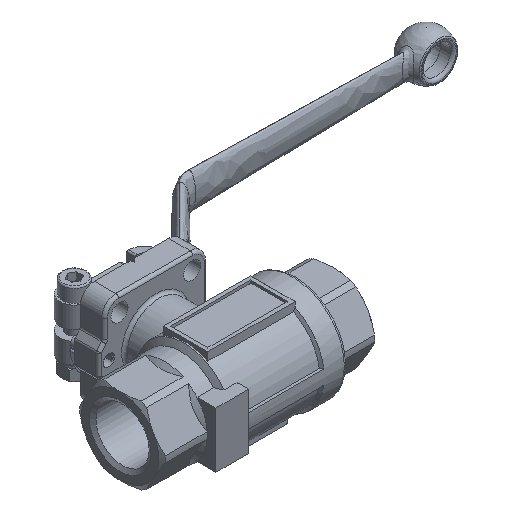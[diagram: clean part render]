
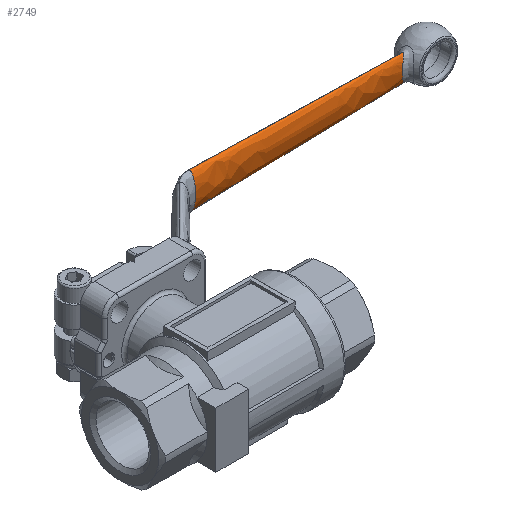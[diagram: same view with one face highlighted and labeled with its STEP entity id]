
A CAD part, isometric view. The second image highlights one B-rep face of the part: STEP entity #2749.
In plain terms, the highlighted free-form (B-spline) face has degree [3, 3] with [9, 4] control points.
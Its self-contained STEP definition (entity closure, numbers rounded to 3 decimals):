
#12 = CARTESIAN_POINT ( 'NONE',  ( 122.984, 61.328, 3.49 ) ) ;
#64 = B_SPLINE_CURVE_WITH_KNOTS ( 'NONE', 3,
 ( #17869, #5571, #16821, #8435, #4637, #15541, #17177, #17273, #12863 ),
 .UNSPECIFIED., .F., .F.,
 ( 4, 1, 1, 1, 1, 1, 4 ),
 ( 0., 0.043, 0.194, 0.307, 0.496, 0.799, 1. ),
 .UNSPECIFIED. ) ;
#69 = CARTESIAN_POINT ( 'NONE',  ( 49.107, 62.289, -6.184 ) ) ;
#97 = CARTESIAN_POINT ( 'NONE',  ( 122.502, 60.972, -2.168 ) ) ;
#311 = CARTESIAN_POINT ( 'NONE',  ( 124.098, 62.289, -4.48 ) ) ;
#442 = CARTESIAN_POINT ( 'NONE',  ( 49.107, 62.189, 6.301 ) ) ;
#545 = CARTESIAN_POINT ( 'NONE',  ( 124.107, 62.509, 4.43 ) ) ;
#591 = ORIENTED_EDGE ( 'NONE', *, *, #14006, .F. ) ;
#1287 = CARTESIAN_POINT ( 'NONE',  ( 49.107, 61.838, -6.076 ) ) ;
#1386 = CARTESIAN_POINT ( 'NONE',  ( 74.107, 61.441, -5.231 ) ) ;
#1502 = CARTESIAN_POINT ( 'NONE',  ( 122.241, 60.791, 0.879 ) ) ;
#2030 = CARTESIAN_POINT ( 'NONE',  ( 49.107, 62.604, 6.116 ) ) ;
#2239 = CARTESIAN_POINT ( 'NONE',  ( 124.098, 62.289, -4.48 ) ) ;
#2600 = CARTESIAN_POINT ( 'NONE',  ( 49.107, 60.453, -3.688 ) ) ;
#2715 = EDGE_CURVE ( 'NONE', #15010, #14262, #7070, .T. ) ;
#2749 = ADVANCED_FACE ( 'NONE', ( #4070 ), #14264, .T. ) ;
#2761 = CARTESIAN_POINT ( 'NONE',  ( 99.107, 62.289, -5.048 ) ) ;
#2864 = CARTESIAN_POINT ( 'NONE',  ( 124.107, 61.632, -4.173 ) ) ;
#2952 = CARTESIAN_POINT ( 'NONE',  ( 124.107, 60.784, -0.672 ) ) ;
#3893 = CARTESIAN_POINT ( 'NONE',  ( 99.101, 62.289, -5.048 ) ) ;
#4070 = FACE_OUTER_BOUND ( 'NONE', #15513, .T. ) ;
#4237 = CARTESIAN_POINT ( 'NONE',  ( 74.107, 60.345, -0.841 ) ) ;
#4335 = CARTESIAN_POINT ( 'NONE',  ( 49.107, 61.974, -6.184 ) ) ;
#4347 = CARTESIAN_POINT ( 'NONE',  ( 49.107, 62.604, 6.117 ) ) ;
#4575 = B_SPLINE_CURVE_WITH_KNOTS ( 'NONE', 3,
 ( #6032, #5757, #15453, #12878, #11491, #11669, #12, #9822, #1502, #12772, #97, #14354, #11393, #13428, #7883, #16011, #17657 ),
 .UNSPECIFIED., .F., .F.,
 ( 4, 1, 1, 1, 1, 1, 1, 1, 1, 1, 1, 1, 1, 1, 4 ),
 ( 0.464, 0.476, 0.524, 0.571, 0.595, 0.619, 0.667, 0.714, 0.786, 0.821, 0.857, 0.893, 0.929, 0.964, 1. ),
 .UNSPECIFIED. ) ;
#4615 = CARTESIAN_POINT ( 'NONE',  ( 49.107, 60.265, 2.789 ) ) ;
#4637 = CARTESIAN_POINT ( 'NONE',  ( 49.107, 60.185, -1.674 ) ) ;
#5099 = CARTESIAN_POINT ( 'NONE',  ( 74.104, 62.289, -5.616 ) ) ;
#5571 = CARTESIAN_POINT ( 'NONE',  ( 49.107, 61.538, -5.784 ) ) ;
#5639 = CARTESIAN_POINT ( 'NONE',  ( 74.107, 60.639, -3.349 ) ) ;
#5724 = CARTESIAN_POINT ( 'NONE',  ( 49.107, 61.623, -5.867 ) ) ;
#5757 = CARTESIAN_POINT ( 'NONE',  ( 123.996, 62.482, 4.443 ) ) ;
#5935 = CARTESIAN_POINT ( 'NONE',  ( 123.967, 62.509, 4.433 ) ) ;
#6008 = ORIENTED_EDGE ( 'NONE', *, *, #11856, .F. ) ;
#6032 = CARTESIAN_POINT ( 'NONE',  ( 123.967, 62.509, 4.433 ) ) ;
#6193 = CARTESIAN_POINT ( 'NONE',  ( 99.107, 62.54, 4.992 ) ) ;
#6776 = CARTESIAN_POINT ( 'NONE',  ( 49.107, 62.289, -6.184 ) ) ;
#6847 = CARTESIAN_POINT ( 'NONE',  ( 124.107, 60.88, 2.02 ) ) ;
#7070 = B_SPLINE_CURVE_WITH_KNOTS ( 'NONE', 3,
 ( #16725, #12842, #1287, #5724 ),
 .UNSPECIFIED., .F., .F.,
 ( 4, 4 ),
 ( 0., 1. ),
 .UNSPECIFIED. ) ;
#7211 = CARTESIAN_POINT ( 'NONE',  ( 99.014, 62.541, 4.994 ) ) ;
#7373 = EDGE_CURVE ( 'NONE', #14452, #15010, #8027, .T. ) ;
#7478 = CARTESIAN_POINT ( 'NONE',  ( 124.107, 62.219, 4.564 ) ) ;
#7855 = B_SPLINE_CURVE_WITH_KNOTS ( 'NONE', 3,
 ( #5935, #7211, #14434, #4347 ),
 .UNSPECIFIED., .F., .F.,
 ( 4, 4 ),
 ( 0.097, 1. ),
 .UNSPECIFIED. ) ;
#7883 = CARTESIAN_POINT ( 'NONE',  ( 124.001, 62.078, -4.452 ) ) ;
#7974 = CARTESIAN_POINT ( 'NONE',  ( 49.107, 62.604, 6.117 ) ) ;
#8027 = B_SPLINE_CURVE_WITH_KNOTS ( 'NONE', 3,
 ( #2239, #3893, #5099, #6776 ),
 .UNSPECIFIED., .F., .F.,
 ( 4, 4 ),
 ( 0., 1. ),
 .UNSPECIFIED. ) ;
#8245 = ORIENTED_EDGE ( 'NONE', *, *, #2715, .F. ) ;
#8253 = CARTESIAN_POINT ( 'NONE',  ( 49.107, 60.127, -0.927 ) ) ;
#8389 = VERTEX_POINT ( 'NONE', #9712 ) ;
#8421 = CARTESIAN_POINT ( 'NONE',  ( 124.107, 62.07, -4.479 ) ) ;
#8435 = CARTESIAN_POINT ( 'NONE',  ( 49.107, 60.647, -4.131 ) ) ;
#8520 = CARTESIAN_POINT ( 'NONE',  ( 74.107, 62.006, -5.616 ) ) ;
#8732 = ORIENTED_EDGE ( 'NONE', *, *, #13069, .T. ) ;
#9627 = CARTESIAN_POINT ( 'NONE',  ( 99.107, 62.038, -5.048 ) ) ;
#9712 = CARTESIAN_POINT ( 'NONE',  ( 123.967, 62.509, 4.433 ) ) ;
#9822 = CARTESIAN_POINT ( 'NONE',  ( 122.578, 61.024, 2.517 ) ) ;
#9886 = CARTESIAN_POINT ( 'NONE',  ( 49.107, 61.345, -5.761 ) ) ;
#9983 = CARTESIAN_POINT ( 'NONE',  ( 99.107, 60.825, -3.011 ) ) ;
#10261 = CARTESIAN_POINT ( 'NONE',  ( 74.107, 61.217, 5.29 ) ) ;
#10346 = CARTESIAN_POINT ( 'NONE',  ( 99.107, 61.337, 4.755 ) ) ;
#11393 = CARTESIAN_POINT ( 'NONE',  ( 123.214, 61.504, -3.868 ) ) ;
#11491 = CARTESIAN_POINT ( 'NONE',  ( 123.729, 61.887, 4.351 ) ) ;
#11548 = CARTESIAN_POINT ( 'NONE',  ( 74.107, 62.572, 5.554 ) ) ;
#11669 = CARTESIAN_POINT ( 'NONE',  ( 123.358, 61.613, 4.017 ) ) ;
#11830 = CARTESIAN_POINT ( 'NONE',  ( 124.107, 61.458, 4.22 ) ) ;
#11856 = EDGE_CURVE ( 'NONE', #8389, #14452, #4575, .T. ) ;
#12670 = CARTESIAN_POINT ( 'NONE',  ( 124.107, 61.011, -2.672 ) ) ;
#12747 = CARTESIAN_POINT ( 'NONE',  ( 74.107, 62.289, -5.616 ) ) ;
#12772 = CARTESIAN_POINT ( 'NONE',  ( 122.242, 60.791, -0.754 ) ) ;
#12842 = CARTESIAN_POINT ( 'NONE',  ( 49.107, 62.063, -6.184 ) ) ;
#12863 = CARTESIAN_POINT ( 'NONE',  ( 49.107, 62.604, 6.117 ) ) ;
#12878 = CARTESIAN_POINT ( 'NONE',  ( 124.115, 62.156, 4.488 ) ) ;
#13069 = EDGE_CURVE ( 'NONE', #8389, #18186, #7855, .T. ) ;
#13119 = CARTESIAN_POINT ( 'NONE',  ( 99.107, 60.675, 2.276 ) ) ;
#13225 = CARTESIAN_POINT ( 'NONE',  ( 74.107, 60.47, 2.532 ) ) ;
#13428 = CARTESIAN_POINT ( 'NONE',  ( 123.644, 61.824, -4.293 ) ) ;
#14006 = EDGE_CURVE ( 'NONE', #14262, #18186, #64, .T. ) ;
#14055 = CARTESIAN_POINT ( 'NONE',  ( 99.107, 61.537, -4.703 ) ) ;
#14262 = VERTEX_POINT ( 'NONE', #17545 ) ;
#14264 = B_SPLINE_SURFACE_WITH_KNOTS ( 'NONE', 3, 3, ( 
 ( #15430, #2761, #12747, #69 ),
 ( #8421, #9627, #8520, #4335 ),
 ( #2864, #14055, #1386, #9886 ),
 ( #12670, #9983, #5639, #2600 ),
 ( #2952, #16892, #4237, #8253 ),
 ( #6847, #13119, #13225, #4615 ),
 ( #11830, #10346, #10261, #17253 ),
 ( #7478, #17160, #14692, #442 ),
 ( #545, #6193, #11548, #2030 ) ),
 .UNSPECIFIED., .F., .F., .F.,
 ( 4, 1, 1, 1, 1, 1, 4 ),
 ( 4, 4 ),
 ( 0., 0.071, 0.143, 0.25, 0.286, 0.429, 0.524 ),
 ( 0.095, 1. ),
 .UNSPECIFIED. ) ;
#14354 = CARTESIAN_POINT ( 'NONE',  ( 122.813, 61.198, -3.119 ) ) ;
#14434 = CARTESIAN_POINT ( 'NONE',  ( 74.06, 62.572, 5.556 ) ) ;
#14452 = VERTEX_POINT ( 'NONE', #311 ) ;
#14692 = CARTESIAN_POINT ( 'NONE',  ( 74.107, 62.199, 5.722 ) ) ;
#15010 = VERTEX_POINT ( 'NONE', #16549 ) ;
#15430 = CARTESIAN_POINT ( 'NONE',  ( 124.107, 62.289, -4.479 ) ) ;
#15453 = CARTESIAN_POINT ( 'NONE',  ( 124.117, 62.356, 4.486 ) ) ;
#15513 = EDGE_LOOP ( 'NONE', ( #6008, #8732, #591, #8245, #16237 ) ) ;
#15541 = CARTESIAN_POINT ( 'NONE',  ( 49.107, 60.101, 2.19 ) ) ;
#16011 = CARTESIAN_POINT ( 'NONE',  ( 124.098, 62.219, -4.48 ) ) ;
#16237 = ORIENTED_EDGE ( 'NONE', *, *, #7373, .F. ) ;
#16549 = CARTESIAN_POINT ( 'NONE',  ( 49.107, 62.289, -6.184 ) ) ;
#16725 = CARTESIAN_POINT ( 'NONE',  ( 49.107, 62.289, -6.184 ) ) ;
#16821 = CARTESIAN_POINT ( 'NONE',  ( 49.107, 61.162, -5.338 ) ) ;
#16892 = CARTESIAN_POINT ( 'NONE',  ( 99.107, 60.565, -0.757 ) ) ;
#17160 = CARTESIAN_POINT ( 'NONE',  ( 99.107, 62.209, 5.143 ) ) ;
#17177 = CARTESIAN_POINT ( 'NONE',  ( 49.107, 61.097, 5.828 ) ) ;
#17253 = CARTESIAN_POINT ( 'NONE',  ( 49.107, 61.096, 5.826 ) ) ;
#17273 = CARTESIAN_POINT ( 'NONE',  ( 49.107, 62.189, 6.302 ) ) ;
#17545 = CARTESIAN_POINT ( 'NONE',  ( 49.107, 61.623, -5.867 ) ) ;
#17657 = CARTESIAN_POINT ( 'NONE',  ( 124.098, 62.289, -4.48 ) ) ;
#17869 = CARTESIAN_POINT ( 'NONE',  ( 49.107, 61.623, -5.867 ) ) ;
#18186 = VERTEX_POINT ( 'NONE', #7974 ) ;
